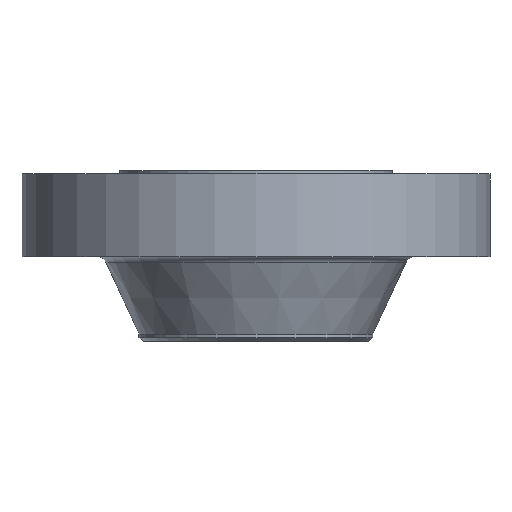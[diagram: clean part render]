
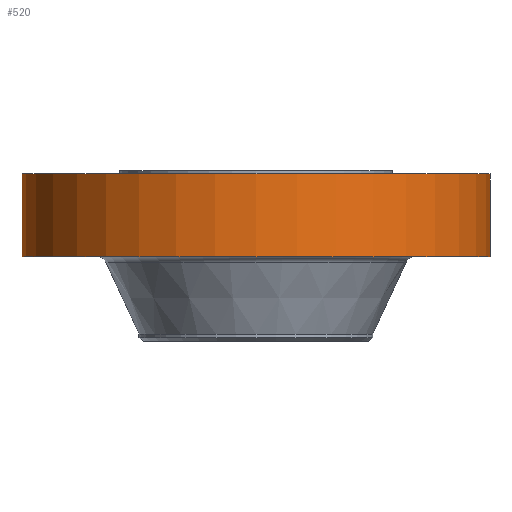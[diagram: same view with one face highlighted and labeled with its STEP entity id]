
A CAD part, front view. The second image highlights one B-rep face of the part: STEP entity #520.
In plain terms, the highlighted cylindrical face has radius 457.2 mm (diameter 914.4 mm), a partial arc.
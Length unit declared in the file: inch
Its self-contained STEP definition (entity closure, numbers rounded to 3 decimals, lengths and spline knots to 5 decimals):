
#29 = CIRCLE ( 'NONE', #1717, 18. ) ;
#75 = ORIENTED_EDGE ( 'NONE', *, *, #958, .F. ) ;
#165 = EDGE_CURVE ( 'NONE', #262, #748, #1682, .T. ) ;
#172 = DIRECTION ( 'NONE',  ( 0., 0., 1. ) ) ;
#262 = VERTEX_POINT ( 'NONE', #324 ) ;
#282 = FACE_OUTER_BOUND ( 'NONE', #296, .T. ) ;
#289 = ORIENTED_EDGE ( 'NONE', *, *, #165, .T. ) ;
#296 = EDGE_LOOP ( 'NONE', ( #75, #1695, #289, #369 ) ) ;
#300 = CARTESIAN_POINT ( 'NONE',  ( -18., 0., -0.25 ) ) ;
#319 = CARTESIAN_POINT ( 'NONE',  ( -18., 0., 0. ) ) ;
#324 = CARTESIAN_POINT ( 'NONE',  ( 18., 0., -6.625 ) ) ;
#329 = EDGE_CURVE ( 'NONE', #692, #748, #29, .T. ) ;
#369 = ORIENTED_EDGE ( 'NONE', *, *, #329, .F. ) ;
#456 = DIRECTION ( 'NONE',  ( 1., 0., 0. ) ) ;
#479 = EDGE_CURVE ( 'NONE', #553, #262, #1317, .T. ) ;
#485 = AXIS2_PLACEMENT_3D ( 'NONE', #545, #1739, #782 ) ;
#494 = DIRECTION ( 'NONE',  ( 1., 0., 0. ) ) ;
#512 = CARTESIAN_POINT ( 'NONE',  ( -18., 0., -6.625 ) ) ;
#520 = ADVANCED_FACE ( 'NONE', ( #282 ), #773, .T. ) ;
#545 = CARTESIAN_POINT ( 'NONE',  ( 0., 0., 0. ) ) ;
#553 = VERTEX_POINT ( 'NONE', #512 ) ;
#570 = VECTOR ( 'NONE', #1678, 39.37008 ) ;
#692 = VERTEX_POINT ( 'NONE', #300 ) ;
#748 = VERTEX_POINT ( 'NONE', #1527 ) ;
#773 = CYLINDRICAL_SURFACE ( 'NONE', #485, 18. ) ;
#782 = DIRECTION ( 'NONE',  ( 1., 0., 0. ) ) ;
#879 = DIRECTION ( 'NONE',  ( 0., 0., 1. ) ) ;
#958 = EDGE_CURVE ( 'NONE', #553, #692, #1253, .T. ) ;
#1072 = VECTOR ( 'NONE', #879, 39.37008 ) ;
#1127 = AXIS2_PLACEMENT_3D ( 'NONE', #1138, #1681, #494 ) ;
#1138 = CARTESIAN_POINT ( 'NONE',  ( 0., 0., -6.625 ) ) ;
#1250 = CARTESIAN_POINT ( 'NONE',  ( 0., 0., -0.25 ) ) ;
#1253 = LINE ( 'NONE', #319, #570 ) ;
#1317 = CIRCLE ( 'NONE', #1127, 18. ) ;
#1527 = CARTESIAN_POINT ( 'NONE',  ( 18., 0., -0.25 ) ) ;
#1549 = CARTESIAN_POINT ( 'NONE',  ( 18., 0., 0. ) ) ;
#1678 = DIRECTION ( 'NONE',  ( 0., 0., 1. ) ) ;
#1681 = DIRECTION ( 'NONE',  ( 0., 0., 1. ) ) ;
#1682 = LINE ( 'NONE', #1549, #1072 ) ;
#1695 = ORIENTED_EDGE ( 'NONE', *, *, #479, .T. ) ;
#1717 = AXIS2_PLACEMENT_3D ( 'NONE', #1250, #172, #456 ) ;
#1739 = DIRECTION ( 'NONE',  ( 0., 0., 1. ) ) ;
